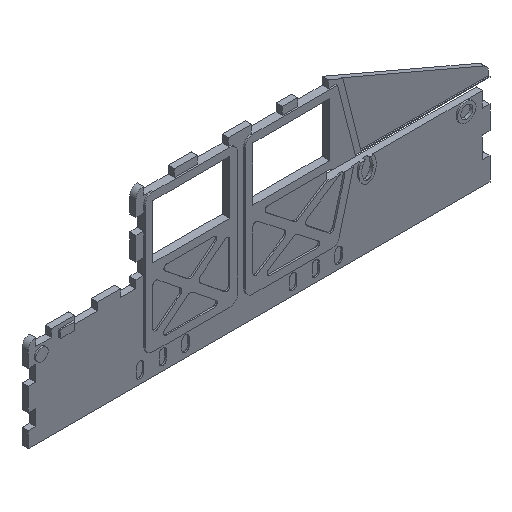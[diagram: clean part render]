
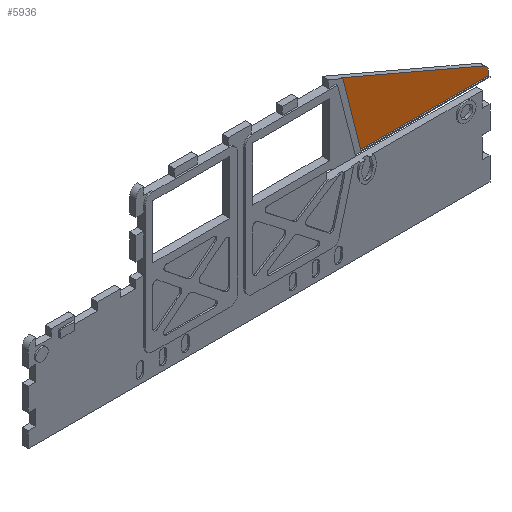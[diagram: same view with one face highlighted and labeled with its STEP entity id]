
A CAD part, isometric view. The second image highlights one B-rep face of the part: STEP entity #5936.
In plain terms, the highlighted planar face has unit normal (0, -1, 0).
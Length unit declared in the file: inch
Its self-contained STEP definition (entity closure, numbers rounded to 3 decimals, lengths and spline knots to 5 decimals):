
#245 = DIRECTION ( 'NONE',  ( -0.919, 0., 0.394 ) ) ;
#359 = ORIENTED_EDGE ( 'NONE', *, *, #3382, .T. ) ;
#397 = VERTEX_POINT ( 'NONE', #5150 ) ;
#694 = EDGE_CURVE ( 'NONE', #6297, #6225, #2659, .T. ) ;
#930 = CARTESIAN_POINT ( 'NONE',  ( -4.78248, 0.1, 5.29963 ) ) ;
#1142 = VERTEX_POINT ( 'NONE', #930 ) ;
#1155 = VERTEX_POINT ( 'NONE', #5711 ) ;
#1305 = VECTOR ( 'NONE', #5603, 39.37008 ) ;
#1314 = ORIENTED_EDGE ( 'NONE', *, *, #4401, .T. ) ;
#1478 = DIRECTION ( 'NONE',  ( 0., 0., -1. ) ) ;
#1837 = EDGE_LOOP ( 'NONE', ( #6838, #359, #1314, #3771, #4511 ) ) ;
#1839 = DIRECTION ( 'NONE',  ( 0., -1., 0. ) ) ;
#2003 = CARTESIAN_POINT ( 'NONE',  ( 0., 0.1, 0. ) ) ;
#2346 = CARTESIAN_POINT ( 'NONE',  ( -3.22691, 0.1, -0.82023 ) ) ;
#2561 = VECTOR ( 'NONE', #245, 39.37008 ) ;
#2659 = LINE ( 'NONE', #4165, #4823 ) ;
#2942 = DIRECTION ( 'NONE',  ( 0., -1., 0. ) ) ;
#3029 = CARTESIAN_POINT ( 'NONE',  ( 0., 0.1, 2.96805 ) ) ;
#3117 = DIRECTION ( 'NONE',  ( 0., 0., 1. ) ) ;
#3227 = VECTOR ( 'NONE', #6535, 39.37008 ) ;
#3236 = CIRCLE ( 'NONE', #4996, 0.25 ) ;
#3382 = EDGE_CURVE ( 'NONE', #6225, #1155, #3236, .T. ) ;
#3771 = ORIENTED_EDGE ( 'NONE', *, *, #4182, .F. ) ;
#3908 = EDGE_CURVE ( 'NONE', #397, #6297, #4526, .T. ) ;
#3954 = CARTESIAN_POINT ( 'NONE',  ( 0., 0.1, 3.08515 ) ) ;
#4165 = CARTESIAN_POINT ( 'NONE',  ( 0., 0.1, 0. ) ) ;
#4182 = EDGE_CURVE ( 'NONE', #397, #1142, #4387, .T. ) ;
#4387 = LINE ( 'NONE', #2346, #3227 ) ;
#4401 = EDGE_CURVE ( 'NONE', #1155, #1142, #5707, .T. ) ;
#4511 = ORIENTED_EDGE ( 'NONE', *, *, #3908, .T. ) ;
#4526 = LINE ( 'NONE', #3029, #1305 ) ;
#4823 = VECTOR ( 'NONE', #3117, 39.37008 ) ;
#4996 = AXIS2_PLACEMENT_3D ( 'NONE', #5537, #1839, #6093 ) ;
#5036 = CARTESIAN_POINT ( 'NONE',  ( 1.17672, 0.1, 2.74569 ) ) ;
#5150 = CARTESIAN_POINT ( 'NONE',  ( -4.18983, 0.1, 2.96805 ) ) ;
#5537 = CARTESIAN_POINT ( 'NONE',  ( -0.25, 0.1, 3.08515 ) ) ;
#5603 = DIRECTION ( 'NONE',  ( 1., 0., 0. ) ) ;
#5616 = CARTESIAN_POINT ( 'NONE',  ( 0., 0.1, 2.96805 ) ) ;
#5701 = FACE_OUTER_BOUND ( 'NONE', #1837, .T. ) ;
#5707 = LINE ( 'NONE', #5036, #2561 ) ;
#5711 = CARTESIAN_POINT ( 'NONE',  ( -0.15152, 0.1, 3.31494 ) ) ;
#5936 = ADVANCED_FACE ( 'NONE', ( #5701 ), #6781, .T. ) ;
#6093 = DIRECTION ( 'NONE',  ( 0., 0., -1. ) ) ;
#6129 = AXIS2_PLACEMENT_3D ( 'NONE', #2003, #2942, #1478 ) ;
#6225 = VERTEX_POINT ( 'NONE', #3954 ) ;
#6297 = VERTEX_POINT ( 'NONE', #5616 ) ;
#6535 = DIRECTION ( 'NONE',  ( -0.246, 0., 0.969 ) ) ;
#6781 = PLANE ( 'NONE',  #6129 ) ;
#6838 = ORIENTED_EDGE ( 'NONE', *, *, #694, .T. ) ;
